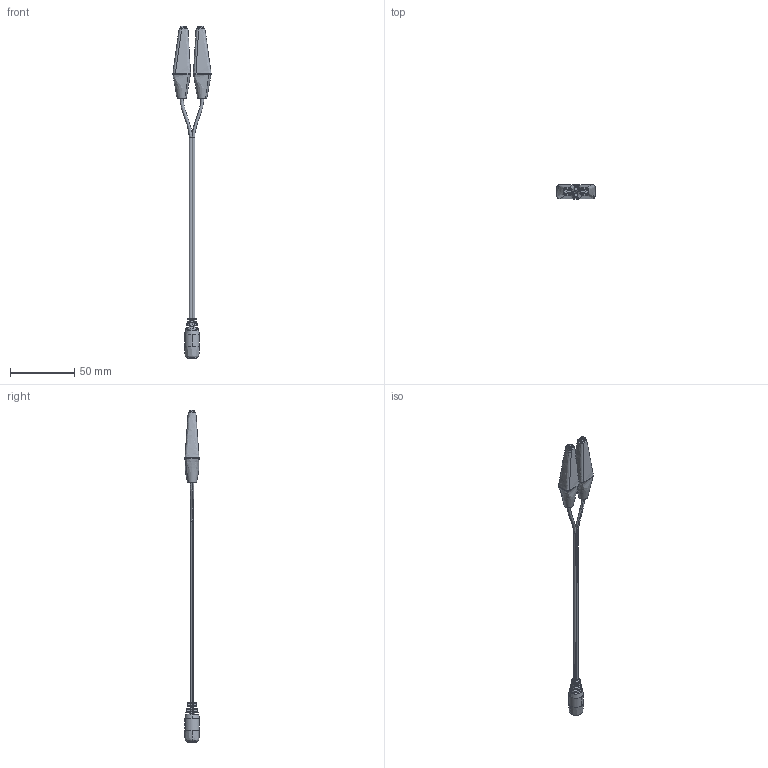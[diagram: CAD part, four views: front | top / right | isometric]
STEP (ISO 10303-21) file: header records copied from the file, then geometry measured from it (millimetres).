
FILE_DESCRIPTION (( 'STEP AP203' ), '1' );
FILE_NAME ('10-02460_revA.STEP', '2017-05-25T15:06:11', ( '' ), ( '' ), 'SwSTEP 2.0', 'SolidWorks 2015', '' );
FILE_SCHEMA (( 'CONFIG_CONTROL_DESIGN' ));
Length unit declared in the file: millimetre
Products named in the file (14): 24-00004; 50-00555; 50-00025 insulator; 50-00025 shell; 30-00395_split; 50-00025 contact; 50-00556_sleeve_Sleeve; 50-00556; 50-00025 pin; 50-00025; 50-00555_sleeve_Sleeve; 10-02460_revA
Assembly tree (13 placements, depth 3):
  10-02460_revA
    30-00395_split
    24-00004
    50-00025
      50-00025 insulator
      50-00025 pin
      50-00025 shell
      50-00025 contact
    50-00555
      50-00555
      50-00555_sleeve_Sleeve
    50-00556
      50-00556
      50-00556_sleeve_Sleeve
Bounding box: 29.81 x 11.4 x 257.87 mm (x, y, z)
Volume: 14159.1 mm3; surface area: 20016.9 mm2
Topology: 26 solids, 26 shells, 1070 faces, 3068 edges, 2124 vertices
Faces by surface type: cylinder 387, bspline 326, plane 302, torus 36, cone 19
Entity records: 64344 total; most frequent: CARTESIAN_POINT 37455, ORIENTED_EDGE 6092, DIRECTION 4052, EDGE_CURVE 3046, VERTEX_POINT 2124, AXIS2_PLACEMENT_3D 1441, B_SPLINE_CURVE_WITH_KNOTS 1198, EDGE_LOOP 1184
